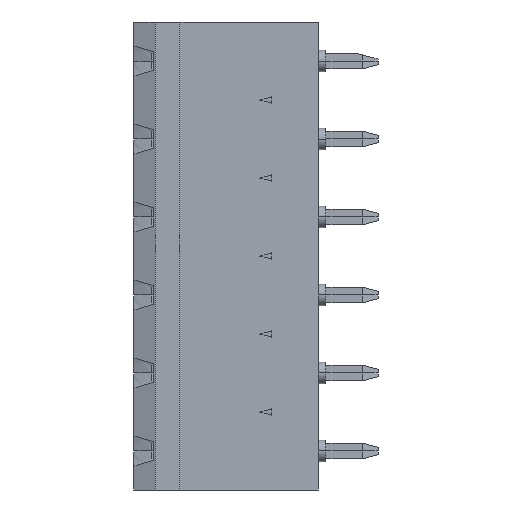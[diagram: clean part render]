
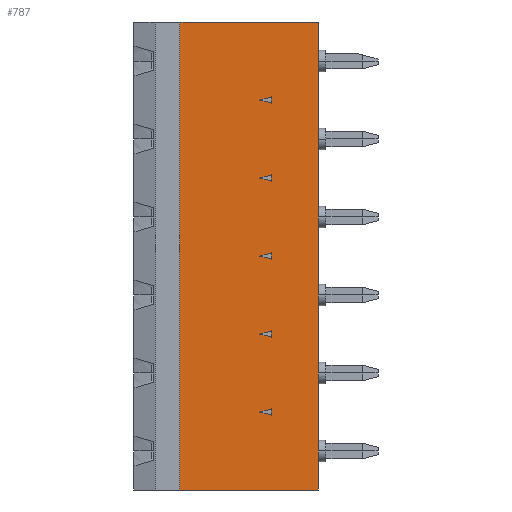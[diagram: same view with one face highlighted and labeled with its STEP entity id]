
A CAD part, left-side view. The second image highlights one B-rep face of the part: STEP entity #787.
In plain terms, the highlighted planar face has unit normal (-1, 0, 0).
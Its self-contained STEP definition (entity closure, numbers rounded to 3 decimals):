
#787=ADVANCED_FACE('',(#2111,#2112,#2113,#2114,#2115,#2116),#2117,.T.);
#2111=FACE_OUTER_BOUND('',#3999,.T.);
#2112=FACE_BOUND('',#4000,.T.);
#2113=FACE_BOUND('',#4001,.T.);
#2114=FACE_BOUND('',#4002,.T.);
#2115=FACE_BOUND('',#4003,.T.);
#2116=FACE_BOUND('',#4004,.T.);
#2117=PLANE('',#4005);
#3999=EDGE_LOOP('',(#6266,#6267,#6268,#6269));
#4000=EDGE_LOOP('',(#6270,#6271,#6272));
#4001=EDGE_LOOP('',(#6273,#6274,#6275));
#4002=EDGE_LOOP('',(#6276,#6277,#6278));
#4003=EDGE_LOOP('',(#6279,#6280,#6281));
#4004=EDGE_LOOP('',(#6282,#6283,#6284));
#4005=AXIS2_PLACEMENT_3D('',#6285,#6286,#6287);
#6266=ORIENTED_EDGE('',*,*,#11160,.F.);
#6267=ORIENTED_EDGE('',*,*,#10941,.T.);
#6268=ORIENTED_EDGE('',*,*,#11161,.F.);
#6269=ORIENTED_EDGE('',*,*,#11162,.F.);
#6270=ORIENTED_EDGE('',*,*,#11163,.F.);
#6271=ORIENTED_EDGE('',*,*,#11164,.F.);
#6272=ORIENTED_EDGE('',*,*,#11165,.F.);
#6273=ORIENTED_EDGE('',*,*,#11166,.F.);
#6274=ORIENTED_EDGE('',*,*,#11167,.F.);
#6275=ORIENTED_EDGE('',*,*,#11168,.F.);
#6276=ORIENTED_EDGE('',*,*,#11169,.F.);
#6277=ORIENTED_EDGE('',*,*,#11170,.F.);
#6278=ORIENTED_EDGE('',*,*,#11171,.F.);
#6279=ORIENTED_EDGE('',*,*,#11172,.F.);
#6280=ORIENTED_EDGE('',*,*,#11173,.F.);
#6281=ORIENTED_EDGE('',*,*,#11174,.F.);
#6282=ORIENTED_EDGE('',*,*,#11175,.F.);
#6283=ORIENTED_EDGE('',*,*,#11176,.F.);
#6284=ORIENTED_EDGE('',*,*,#11177,.F.);
#6285=CARTESIAN_POINT('',(-7.67,9.0,-2.62));
#6286=DIRECTION('',(-1.0,0.,0.0));
#6287=DIRECTION('',(0.,1.0,0.0));
#10941=EDGE_CURVE('',#12989,#12987,#12990,.T.);
#11160=EDGE_CURVE('',#12989,#13305,#13306,.T.);
#11161=EDGE_CURVE('',#13307,#12987,#13308,.T.);
#11162=EDGE_CURVE('',#13305,#13307,#13309,.T.);
#11163=EDGE_CURVE('',#13310,#13311,#13312,.T.);
#11164=EDGE_CURVE('',#13313,#13310,#13314,.T.);
#11165=EDGE_CURVE('',#13311,#13313,#13315,.T.);
#11166=EDGE_CURVE('',#13316,#13317,#13318,.T.);
#11167=EDGE_CURVE('',#13319,#13316,#13320,.T.);
#11168=EDGE_CURVE('',#13317,#13319,#13321,.T.);
#11169=EDGE_CURVE('',#13322,#13323,#13324,.T.);
#11170=EDGE_CURVE('',#13325,#13322,#13326,.T.);
#11171=EDGE_CURVE('',#13323,#13325,#13327,.T.);
#11172=EDGE_CURVE('',#13328,#13329,#13330,.T.);
#11173=EDGE_CURVE('',#13331,#13328,#13332,.T.);
#11174=EDGE_CURVE('',#13329,#13331,#13333,.T.);
#11175=EDGE_CURVE('',#13334,#13335,#13336,.T.);
#11176=EDGE_CURVE('',#13337,#13334,#13338,.T.);
#11177=EDGE_CURVE('',#13335,#13337,#13339,.T.);
#12987=VERTEX_POINT('',#15833);
#12989=VERTEX_POINT('',#15836);
#12990=LINE('',#15837,#15838);
#13305=VERTEX_POINT('',#16285);
#13306=LINE('',#16286,#16287);
#13307=VERTEX_POINT('',#16288);
#13308=LINE('',#16289,#16290);
#13309=LINE('',#16291,#16292);
#13310=VERTEX_POINT('',#16293);
#13311=VERTEX_POINT('',#16294);
#13312=LINE('',#16295,#16296);
#13313=VERTEX_POINT('',#16297);
#13314=LINE('',#16298,#16299);
#13315=LINE('',#16300,#16301);
#13316=VERTEX_POINT('',#16302);
#13317=VERTEX_POINT('',#16303);
#13318=LINE('',#16304,#16305);
#13319=VERTEX_POINT('',#16306);
#13320=LINE('',#16307,#16308);
#13321=LINE('',#16309,#16310);
#13322=VERTEX_POINT('',#16311);
#13323=VERTEX_POINT('',#16312);
#13324=LINE('',#16313,#16314);
#13325=VERTEX_POINT('',#16315);
#13326=LINE('',#16316,#16317);
#13327=LINE('',#16318,#16319);
#13328=VERTEX_POINT('',#16320);
#13329=VERTEX_POINT('',#16321);
#13330=LINE('',#16322,#16323);
#13331=VERTEX_POINT('',#16324);
#13332=LINE('',#16325,#16326);
#13333=LINE('',#16327,#16328);
#13334=VERTEX_POINT('',#16329);
#13335=VERTEX_POINT('',#16330);
#13336=LINE('',#16331,#16332);
#13337=VERTEX_POINT('',#16333);
#13338=LINE('',#16334,#16335);
#13339=LINE('',#16336,#16337);
#15833=CARTESIAN_POINT('',(-7.67,9.0,0.0));
#15836=CARTESIAN_POINT('',(-7.67,0.0,0.0));
#15837=CARTESIAN_POINT('',(-7.67,-36.627,0.0));
#15838=VECTOR('',#19711,1.0);
#16285=CARTESIAN_POINT('',(-7.67,0.0,-30.48));
#16286=CARTESIAN_POINT('',(-7.67,0.0,-7.62));
#16287=VECTOR('',#19946,1.0);
#16288=CARTESIAN_POINT('',(-7.67,9.0,-30.48));
#16289=CARTESIAN_POINT('',(-7.67,9.0,-22.86));
#16290=VECTOR('',#19947,1.0);
#16291=CARTESIAN_POINT('',(-7.67,-36.627,-30.48));
#16292=VECTOR('',#19948,1.0);
#16293=CARTESIAN_POINT('',(-7.67,3.05,-4.879));
#16294=CARTESIAN_POINT('',(-7.67,3.8,-5.08));
#16295=CARTESIAN_POINT('',(-7.67,-36.677,5.766));
#16296=VECTOR('',#19949,1.0);
#16297=CARTESIAN_POINT('',(-7.67,3.05,-5.281));
#16298=CARTESIAN_POINT('',(-7.67,3.05,-2.54));
#16299=VECTOR('',#19950,1.0);
#16300=CARTESIAN_POINT('',(-7.67,-36.677,-15.926));
#16301=VECTOR('',#19951,1.0);
#16302=CARTESIAN_POINT('',(-7.67,3.05,-9.959));
#16303=CARTESIAN_POINT('',(-7.67,3.8,-10.16));
#16304=CARTESIAN_POINT('',(-7.67,-36.677,0.686));
#16305=VECTOR('',#19952,1.0);
#16306=CARTESIAN_POINT('',(-7.67,3.05,-10.361));
#16307=CARTESIAN_POINT('',(-7.67,3.05,-7.62));
#16308=VECTOR('',#19953,1.0);
#16309=CARTESIAN_POINT('',(-7.67,-36.677,-21.006));
#16310=VECTOR('',#19954,1.0);
#16311=CARTESIAN_POINT('',(-7.67,3.05,-15.039));
#16312=CARTESIAN_POINT('',(-7.67,3.8,-15.24));
#16313=CARTESIAN_POINT('',(-7.67,-36.677,-4.394));
#16314=VECTOR('',#19955,1.0);
#16315=CARTESIAN_POINT('',(-7.67,3.05,-15.441));
#16316=CARTESIAN_POINT('',(-7.67,3.05,-12.7));
#16317=VECTOR('',#19956,1.0);
#16318=CARTESIAN_POINT('',(-7.67,-36.677,-26.086));
#16319=VECTOR('',#19957,1.0);
#16320=CARTESIAN_POINT('',(-7.67,3.05,-20.119));
#16321=CARTESIAN_POINT('',(-7.67,3.8,-20.32));
#16322=CARTESIAN_POINT('',(-7.67,-36.677,-9.474));
#16323=VECTOR('',#19958,1.0);
#16324=CARTESIAN_POINT('',(-7.67,3.05,-20.521));
#16325=CARTESIAN_POINT('',(-7.67,3.05,-17.78));
#16326=VECTOR('',#19959,1.0);
#16327=CARTESIAN_POINT('',(-7.67,-36.677,-31.166));
#16328=VECTOR('',#19960,1.0);
#16329=CARTESIAN_POINT('',(-7.67,3.05,-25.199));
#16330=CARTESIAN_POINT('',(-7.67,3.8,-25.4));
#16331=CARTESIAN_POINT('',(-7.67,-36.677,-14.554));
#16332=VECTOR('',#19961,1.0);
#16333=CARTESIAN_POINT('',(-7.67,3.05,-25.601));
#16334=CARTESIAN_POINT('',(-7.67,3.05,-22.86));
#16335=VECTOR('',#19962,1.0);
#16336=CARTESIAN_POINT('',(-7.67,-36.677,-36.246));
#16337=VECTOR('',#19963,1.0);
#19711=DIRECTION('',(0.,1.0,0.0));
#19946=DIRECTION('',(0.0,0.0,-1.0));
#19947=DIRECTION('',(0.0,0.0,1.0));
#19948=DIRECTION('',(0.,1.0,0.0));
#19949=DIRECTION('',(0.,0.966,-0.259));
#19950=DIRECTION('',(0.0,0.0,1.0));
#19951=DIRECTION('',(0.,-0.966,-0.259));
#19952=DIRECTION('',(0.,0.966,-0.259));
#19953=DIRECTION('',(0.0,0.0,1.0));
#19954=DIRECTION('',(0.,-0.966,-0.259));
#19955=DIRECTION('',(0.,0.966,-0.259));
#19956=DIRECTION('',(0.0,0.0,1.0));
#19957=DIRECTION('',(0.,-0.966,-0.259));
#19958=DIRECTION('',(0.,0.966,-0.259));
#19959=DIRECTION('',(0.0,0.0,1.0));
#19960=DIRECTION('',(0.,-0.966,-0.259));
#19961=DIRECTION('',(0.,0.966,-0.259));
#19962=DIRECTION('',(0.0,0.0,1.0));
#19963=DIRECTION('',(0.,-0.966,-0.259));
